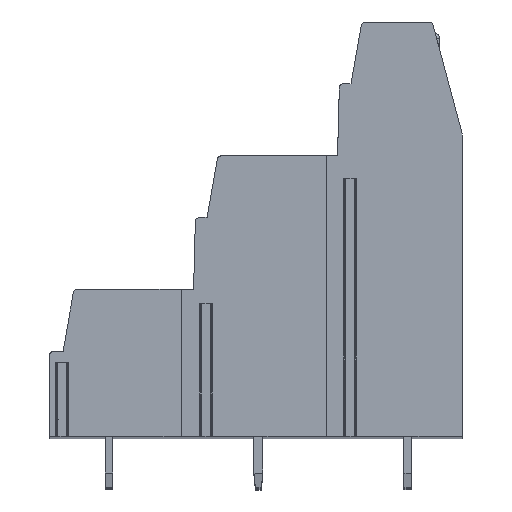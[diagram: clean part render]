
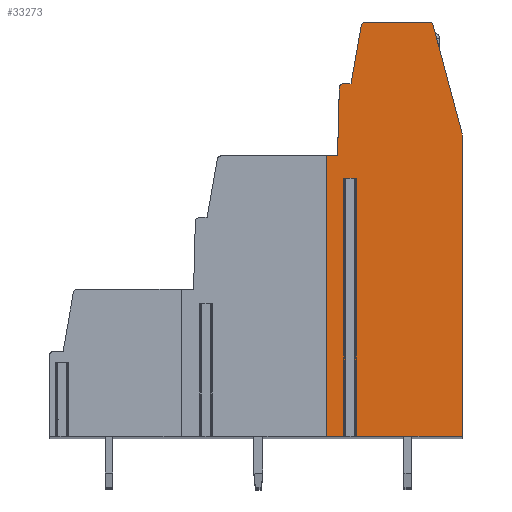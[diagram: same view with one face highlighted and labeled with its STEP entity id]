
A CAD part, top view. The second image highlights one B-rep face of the part: STEP entity #33273.
In plain terms, the highlighted planar face has unit normal (0, 0, 1).
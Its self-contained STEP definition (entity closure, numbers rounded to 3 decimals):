
#14=DIRECTION('',(-1.,0.,0.));
#15=VECTOR('',#14,0.743);
#16=CARTESIAN_POINT('',(1.908,2.65,88.9));
#17=LINE('',#16,#15);
#18=DIRECTION('',(0.,-1.,0.));
#19=VECTOR('',#18,17.55);
#20=CARTESIAN_POINT('',(1.165,2.65,88.9));
#21=LINE('',#20,#19);
#22=DIRECTION('',(1.,0.,0.));
#23=VECTOR('',#22,1.228);
#24=CARTESIAN_POINT('',(-0.063,-14.9,88.9));
#25=LINE('',#24,#23);
#26=DIRECTION('',(-1.,0.,0.));
#27=VECTOR('',#26,0.75);
#28=CARTESIAN_POINT('',(0.687,4.2,88.9));
#29=LINE('',#28,#27);
#30=DIRECTION('',(-0.026,-1.,0.));
#31=VECTOR('',#30,4.609);
#32=CARTESIAN_POINT('',(0.808,8.808,88.9));
#33=LINE('',#32,#31);
#34=CARTESIAN_POINT('',(1.108,8.8,88.9));
#35=DIRECTION('',(0.,0.,1.));
#36=DIRECTION('',(0.,1.,0.));
#37=AXIS2_PLACEMENT_3D('',#34,#35,#36);
#39=DIRECTION('',(-1.,0.,0.));
#40=VECTOR('',#39,0.497);
#41=CARTESIAN_POINT('',(1.605,9.1,88.9));
#42=LINE('',#41,#40);
#43=DIRECTION('',(-0.174,-0.985,0.));
#44=VECTOR('',#43,4.013);
#45=CARTESIAN_POINT('',(2.301,13.052,88.9));
#46=LINE('',#45,#44);
#47=CARTESIAN_POINT('',(2.597,13.,88.9));
#48=DIRECTION('',(0.,0.,1.));
#49=DIRECTION('',(0.,1.,0.));
#50=AXIS2_PLACEMENT_3D('',#47,#48,#49);
#52=DIRECTION('',(-1.,0.,0.));
#53=VECTOR('',#52,4.31);
#54=CARTESIAN_POINT('',(6.907,13.3,88.9));
#55=LINE('',#54,#53);
#56=CARTESIAN_POINT('',(6.907,13.,88.9));
#57=DIRECTION('',(0.,0.,1.));
#58=DIRECTION('',(0.966,0.259,0.));
#59=AXIS2_PLACEMENT_3D('',#56,#57,#58);
#61=CARTESIAN_POINT('',(8.187,5.518,88.9));
#62=DIRECTION('',(0.,0.,1.));
#63=DIRECTION('',(1.,0.,0.));
#64=AXIS2_PLACEMENT_3D('',#61,#62,#63);
#66=DIRECTION('',(0.,1.,0.));
#67=VECTOR('',#66,20.418);
#68=CARTESIAN_POINT('',(9.187,-14.9,88.9));
#69=LINE('',#68,#67);
#70=DIRECTION('',(1.,0.,0.));
#71=VECTOR('',#70,7.279);
#72=CARTESIAN_POINT('',(1.908,-14.9,88.9));
#73=LINE('',#72,#71);
#74=DIRECTION('',(0.,-1.,0.));
#75=VECTOR('',#74,17.55);
#76=CARTESIAN_POINT('',(1.908,2.65,88.9));
#77=LINE('',#76,#75);
#10536=DIRECTION('',(-0.259,0.966,0.));
#10537=VECTOR('',#10536,7.558);
#10538=CARTESIAN_POINT('',(9.153,5.777,88.9));
#10539=LINE('',#10538,#10537);
#17780=DIRECTION('',(0.,-1.,0.));
#17781=VECTOR('',#17780,19.1);
#17782=CARTESIAN_POINT('',(-0.063,4.2,88.9));
#17783=LINE('',#17782,#17781);
#26216=CARTESIAN_POINT('',(9.187,-14.9,88.9));
#26217=CARTESIAN_POINT('',(9.187,5.518,88.9));
#26218=VERTEX_POINT('',#26216);
#26219=VERTEX_POINT('',#26217);
#26220=CARTESIAN_POINT('',(9.153,5.777,88.9));
#26221=VERTEX_POINT('',#26220);
#26222=CARTESIAN_POINT('',(7.197,13.078,88.9));
#26223=CARTESIAN_POINT('',(6.907,13.3,88.9));
#26224=VERTEX_POINT('',#26222);
#26225=VERTEX_POINT('',#26223);
#26226=CARTESIAN_POINT('',(2.597,13.3,88.9));
#26227=VERTEX_POINT('',#26226);
#26228=CARTESIAN_POINT('',(2.301,13.052,88.9));
#26229=VERTEX_POINT('',#26228);
#26230=CARTESIAN_POINT('',(1.605,9.1,88.9));
#26231=VERTEX_POINT('',#26230);
#26232=CARTESIAN_POINT('',(1.108,9.1,88.9));
#26233=VERTEX_POINT('',#26232);
#26234=CARTESIAN_POINT('',(0.808,8.808,88.9));
#26235=VERTEX_POINT('',#26234);
#26236=CARTESIAN_POINT('',(0.687,4.2,88.9));
#26237=VERTEX_POINT('',#26236);
#26276=CARTESIAN_POINT('',(-0.063,-14.9,88.9));
#26278=VERTEX_POINT('',#26276);
#26284=CARTESIAN_POINT('',(-0.063,4.2,88.9));
#26285=VERTEX_POINT('',#26284);
#26332=CARTESIAN_POINT('',(1.908,2.65,88.9));
#26333=CARTESIAN_POINT('',(1.165,2.65,88.9));
#26334=VERTEX_POINT('',#26332);
#26335=VERTEX_POINT('',#26333);
#26336=CARTESIAN_POINT('',(1.908,-14.9,88.9));
#26337=VERTEX_POINT('',#26336);
#26338=CARTESIAN_POINT('',(1.165,-14.9,88.9));
#26339=VERTEX_POINT('',#26338);
#33232=CARTESIAN_POINT('',(0.,0.,88.9));
#33233=DIRECTION('',(0.,0.,1.));
#33234=DIRECTION('',(1.,0.,0.));
#33235=AXIS2_PLACEMENT_3D('',#33232,#33233,#33234);
#33236=PLANE('',#33235);
#33238=ORIENTED_EDGE('',*,*,#33237,.T.);
#33240=ORIENTED_EDGE('',*,*,#33239,.T.);
#33242=ORIENTED_EDGE('',*,*,#33241,.F.);
#33244=ORIENTED_EDGE('',*,*,#33243,.F.);
#33246=ORIENTED_EDGE('',*,*,#33245,.F.);
#33248=ORIENTED_EDGE('',*,*,#33247,.F.);
#33250=ORIENTED_EDGE('',*,*,#33249,.F.);
#33252=ORIENTED_EDGE('',*,*,#33251,.F.);
#33254=ORIENTED_EDGE('',*,*,#33253,.F.);
#33256=ORIENTED_EDGE('',*,*,#33255,.F.);
#33258=ORIENTED_EDGE('',*,*,#33257,.F.);
#33260=ORIENTED_EDGE('',*,*,#33259,.F.);
#33262=ORIENTED_EDGE('',*,*,#33261,.F.);
#33264=ORIENTED_EDGE('',*,*,#33263,.F.);
#33266=ORIENTED_EDGE('',*,*,#33265,.F.);
#33268=ORIENTED_EDGE('',*,*,#33267,.F.);
#33270=ORIENTED_EDGE('',*,*,#33269,.F.);
#33271=EDGE_LOOP('',(#33238,#33240,#33242,#33244,#33246,#33248,#33250,#33252,
#33254,#33256,#33258,#33260,#33262,#33264,#33266,#33268,#33270));
#33272=FACE_OUTER_BOUND('',#33271,.F.);
#38=CIRCLE('',#37,0.3);
#51=CIRCLE('',#50,0.3);
#60=CIRCLE('',#59,0.3);
#65=CIRCLE('',#64,1.);
#33237=EDGE_CURVE('',#26334,#26335,#17,.T.);
#33239=EDGE_CURVE('',#26335,#26339,#21,.T.);
#33241=EDGE_CURVE('',#26278,#26339,#25,.T.);
#33243=EDGE_CURVE('',#26285,#26278,#17783,.T.);
#33245=EDGE_CURVE('',#26237,#26285,#29,.T.);
#33247=EDGE_CURVE('',#26235,#26237,#33,.T.);
#33249=EDGE_CURVE('',#26233,#26235,#38,.T.);
#33251=EDGE_CURVE('',#26231,#26233,#42,.T.);
#33253=EDGE_CURVE('',#26229,#26231,#46,.T.);
#33255=EDGE_CURVE('',#26227,#26229,#51,.T.);
#33257=EDGE_CURVE('',#26225,#26227,#55,.T.);
#33259=EDGE_CURVE('',#26224,#26225,#60,.T.);
#33261=EDGE_CURVE('',#26221,#26224,#10539,.T.);
#33263=EDGE_CURVE('',#26219,#26221,#65,.T.);
#33265=EDGE_CURVE('',#26218,#26219,#69,.T.);
#33267=EDGE_CURVE('',#26337,#26218,#73,.T.);
#33269=EDGE_CURVE('',#26334,#26337,#77,.T.);
#33273=ADVANCED_FACE('',(#33272),#33236,.T.);
